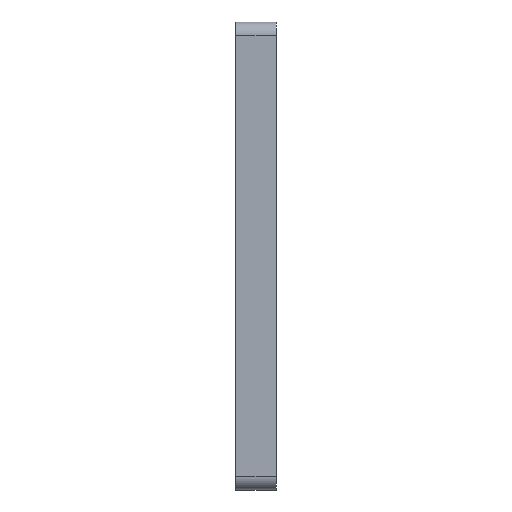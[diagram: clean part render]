
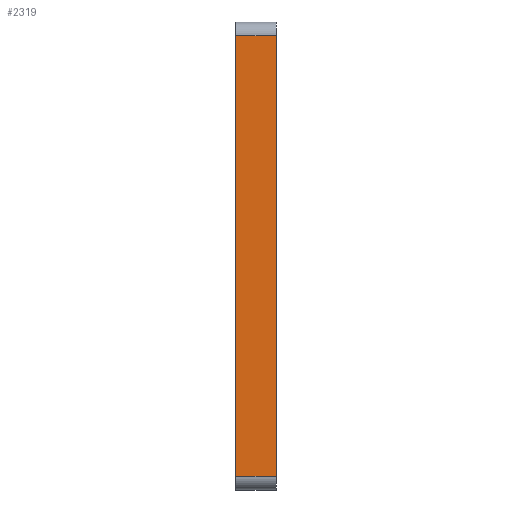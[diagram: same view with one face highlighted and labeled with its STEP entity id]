
A CAD part, left-side view. The second image highlights one B-rep face of the part: STEP entity #2319.
In plain terms, the highlighted planar face has unit normal (-1, 0, 0).
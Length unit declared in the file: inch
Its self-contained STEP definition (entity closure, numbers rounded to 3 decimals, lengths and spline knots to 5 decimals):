
#67 = CARTESIAN_POINT ( 'NONE',  ( 0., 0., -0.40354 ) ) ;
#199 = CARTESIAN_POINT ( 'NONE',  ( 0., 0.375, 3.77854 ) ) ;
#234 = VECTOR ( 'NONE', #2266, 39.37008 ) ;
#319 = VERTEX_POINT ( 'NONE', #67 ) ;
#331 = VERTEX_POINT ( 'NONE', #2016 ) ;
#344 = CARTESIAN_POINT ( 'NONE',  ( 0., 0.375, 3.65354 ) ) ;
#543 = VECTOR ( 'NONE', #1405, 39.37008 ) ;
#545 = VECTOR ( 'NONE', #2721, 39.37008 ) ;
#584 = EDGE_CURVE ( 'NONE', #331, #319, #2630, .T. ) ;
#604 = ORIENTED_EDGE ( 'NONE', *, *, #2613, .F. ) ;
#899 = AXIS2_PLACEMENT_3D ( 'NONE', #199, #1357, #2851 ) ;
#901 = CARTESIAN_POINT ( 'NONE',  ( 0., 0.375, 3.65354 ) ) ;
#922 = ORIENTED_EDGE ( 'NONE', *, *, #1087, .T. ) ;
#942 = CARTESIAN_POINT ( 'NONE',  ( 0., 0., 3.77854 ) ) ;
#959 = EDGE_LOOP ( 'NONE', ( #922, #1874, #604, #2623 ) ) ;
#1087 = EDGE_CURVE ( 'NONE', #319, #1261, #2111, .T. ) ;
#1218 = DIRECTION ( 'NONE',  ( 0., 0., 1. ) ) ;
#1261 = VERTEX_POINT ( 'NONE', #1699 ) ;
#1357 = DIRECTION ( 'NONE',  ( -1., 0., 0. ) ) ;
#1405 = DIRECTION ( 'NONE',  ( 0., -1., 0. ) ) ;
#1652 = PLANE ( 'NONE',  #899 ) ;
#1699 = CARTESIAN_POINT ( 'NONE',  ( 0., 0., 3.65354 ) ) ;
#1777 = LINE ( 'NONE', #344, #234 ) ;
#1874 = ORIENTED_EDGE ( 'NONE', *, *, #2264, .F. ) ;
#1992 = LINE ( 'NONE', #2950, #545 ) ;
#2016 = CARTESIAN_POINT ( 'NONE',  ( 0., 0.375, -0.40354 ) ) ;
#2102 = CARTESIAN_POINT ( 'NONE',  ( 0., 0.375, -0.40354 ) ) ;
#2111 = LINE ( 'NONE', #942, #2947 ) ;
#2264 = EDGE_CURVE ( 'NONE', #2383, #1261, #1777, .T. ) ;
#2266 = DIRECTION ( 'NONE',  ( 0., -1., 0. ) ) ;
#2319 = ADVANCED_FACE ( 'NONE', ( #2568 ), #1652, .T. ) ;
#2383 = VERTEX_POINT ( 'NONE', #901 ) ;
#2568 = FACE_OUTER_BOUND ( 'NONE', #959, .T. ) ;
#2613 = EDGE_CURVE ( 'NONE', #331, #2383, #1992, .T. ) ;
#2623 = ORIENTED_EDGE ( 'NONE', *, *, #584, .T. ) ;
#2630 = LINE ( 'NONE', #2102, #543 ) ;
#2721 = DIRECTION ( 'NONE',  ( 0., 0., 1. ) ) ;
#2851 = DIRECTION ( 'NONE',  ( 0., 0., 1. ) ) ;
#2947 = VECTOR ( 'NONE', #1218, 39.37008 ) ;
#2950 = CARTESIAN_POINT ( 'NONE',  ( 0., 0.375, -0.52854 ) ) ;
